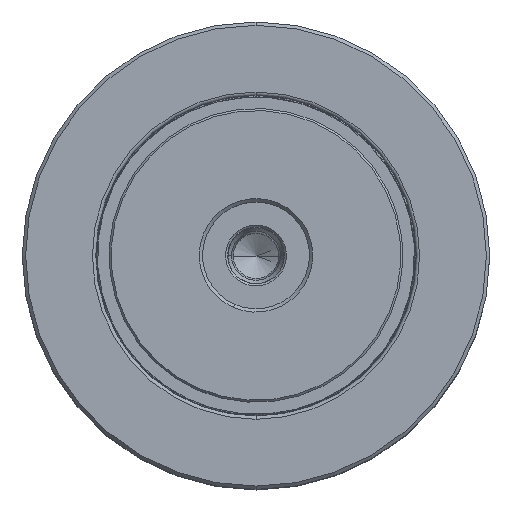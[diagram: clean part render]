
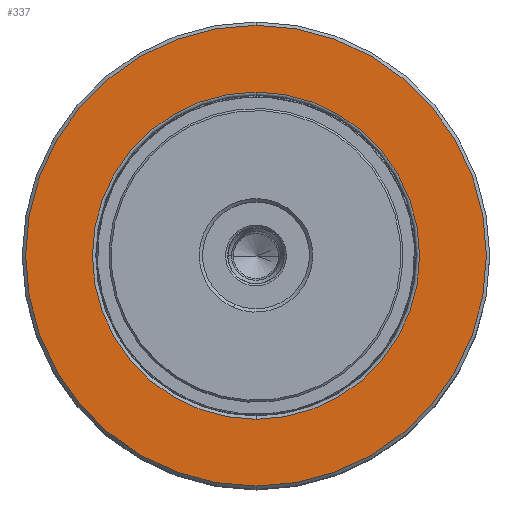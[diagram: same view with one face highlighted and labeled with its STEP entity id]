
A CAD part, top view. The second image highlights one B-rep face of the part: STEP entity #337.
In plain terms, the highlighted face is planar.
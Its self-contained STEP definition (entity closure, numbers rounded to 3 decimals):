
#337 = ADVANCED_FACE ( 'NONE', ( #3610, #51800 ), #57086, .T. ) ;
#534 = AXIS2_PLACEMENT_3D ( 'NONE', #22852, #50195, #55280 ) ;
#2445 = EDGE_CURVE ( 'NONE', #7522, #48427, #42360, .T. ) ;
#3610 = FACE_BOUND ( 'NONE', #40482, .T. ) ;
#3815 = DIRECTION ( 'NONE',  ( 0., 0., 1. ) ) ;
#4972 = AXIS2_PLACEMENT_3D ( 'NONE', #40134, #31783, #3815 ) ;
#7035 = ORIENTED_EDGE ( 'NONE', *, *, #12367, .T. ) ;
#7522 = VERTEX_POINT ( 'NONE', #12159 ) ;
#12159 = CARTESIAN_POINT ( 'NONE',  ( 0., 45.687, -34.5 ) ) ;
#12367 = EDGE_CURVE ( 'NONE', #41599, #42755, #33902, .T. ) ;
#12403 = DIRECTION ( 'NONE',  ( 0., -1., 0. ) ) ;
#13783 = CARTESIAN_POINT ( 'NONE',  ( 0., 45.687, 0. ) ) ;
#15565 = CIRCLE ( 'NONE', #46697, 34.5 ) ;
#19099 = EDGE_LOOP ( 'NONE', ( #44880, #21052 ) ) ;
#21052 = ORIENTED_EDGE ( 'NONE', *, *, #43826, .F. ) ;
#21528 = EDGE_CURVE ( 'NONE', #42755, #41599, #59847, .T. ) ;
#22087 = CARTESIAN_POINT ( 'NONE',  ( 0., 45.687, 0. ) ) ;
#22410 = DIRECTION ( 'NONE',  ( 0., 0., -1. ) ) ;
#22852 = CARTESIAN_POINT ( 'NONE',  ( 0., 45.687, 0. ) ) ;
#28091 = DIRECTION ( 'NONE',  ( 0., 0., -1. ) ) ;
#31262 = DIRECTION ( 'NONE',  ( 0., -1., 0. ) ) ;
#31783 = DIRECTION ( 'NONE',  ( 0., 1., 0. ) ) ;
#32690 = CARTESIAN_POINT ( 'NONE',  ( 0., 45.687, 24.5 ) ) ;
#33902 = CIRCLE ( 'NONE', #534, 24.5 ) ;
#35677 = CARTESIAN_POINT ( 'NONE',  ( 0., 45.687, -24.5 ) ) ;
#40134 = CARTESIAN_POINT ( 'NONE',  ( 34.5, 45.687, 0. ) ) ;
#40482 = EDGE_LOOP ( 'NONE', ( #7035, #55547 ) ) ;
#41599 = VERTEX_POINT ( 'NONE', #35677 ) ;
#42360 = CIRCLE ( 'NONE', #56638, 34.5 ) ;
#42755 = VERTEX_POINT ( 'NONE', #32690 ) ;
#43826 = EDGE_CURVE ( 'NONE', #48427, #7522, #15565, .T. ) ;
#44880 = ORIENTED_EDGE ( 'NONE', *, *, #2445, .F. ) ;
#45653 = CARTESIAN_POINT ( 'NONE',  ( 0., 45.687, 0. ) ) ;
#46241 = DIRECTION ( 'NONE',  ( 0., -1., 0. ) ) ;
#46697 = AXIS2_PLACEMENT_3D ( 'NONE', #13783, #46241, #28091 ) ;
#48427 = VERTEX_POINT ( 'NONE', #51522 ) ;
#50021 = DIRECTION ( 'NONE',  ( 0., 0., -1. ) ) ;
#50195 = DIRECTION ( 'NONE',  ( 0., -1., 0. ) ) ;
#51522 = CARTESIAN_POINT ( 'NONE',  ( 0., 45.687, 34.5 ) ) ;
#51800 = FACE_OUTER_BOUND ( 'NONE', #19099, .T. ) ;
#55280 = DIRECTION ( 'NONE',  ( 0., 0., -1. ) ) ;
#55410 = AXIS2_PLACEMENT_3D ( 'NONE', #45653, #12403, #22410 ) ;
#55547 = ORIENTED_EDGE ( 'NONE', *, *, #21528, .T. ) ;
#56638 = AXIS2_PLACEMENT_3D ( 'NONE', #22087, #31262, #50021 ) ;
#57086 = PLANE ( 'NONE',  #4972 ) ;
#59847 = CIRCLE ( 'NONE', #55410, 24.5 ) ;
